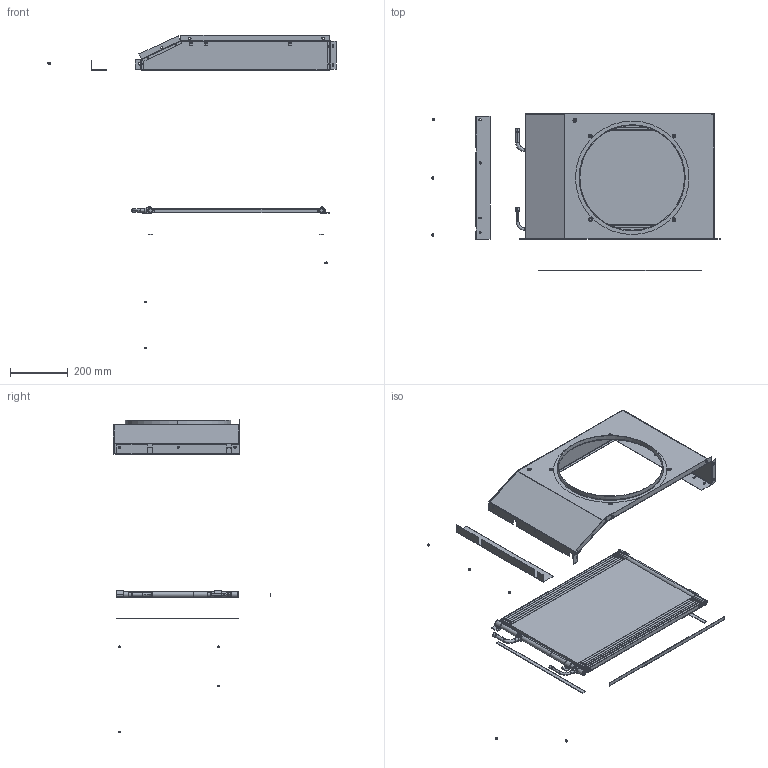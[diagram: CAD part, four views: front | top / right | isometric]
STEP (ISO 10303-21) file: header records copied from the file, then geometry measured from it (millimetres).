
FILE_DESCRIPTION (( 'STEP AP203' ), '1' );
FILE_NAME ('119-4536.STEP', '2024-11-29T14:04:36', ( '' ), ( '' ), 'SwSTEP 2.0', 'SolidWorks 2022', '' );
FILE_SCHEMA (( 'CONFIG_CONTROL_DESIGN' ));
Length unit declared in the file: millimetre
Products named in the file (7): 816016; 021Z0642; 119-8210P01_Valor predeterminado; 0ZZ0269_Gasket_Bottom; 119-4536; 119-8210P02_Valor predeterminado; 0ZZ0269_Gasket_Vert
Assembly tree (13 placements, depth 2):
  119-4536
    119-8210P01_Valor predeterminado
    119-8210P02_Valor predeterminado
    021Z0642
    816016  x7
    0ZZ0269_Gasket_Bottom
    0ZZ0269_Gasket_Vert  x2
Bounding box: 999.81 x 545.41 x 1088.44 mm (x, y, z)
Volume: 445132.9 mm3; surface area: 1763574 mm2
Topology: 21 solids, 71 shells, 1726 faces, 5892 edges, 3910 vertices
Faces by surface type: plane 1054, cylinder 569, torus 64, bspline 21, cone 18
Entity records: 63138 total; most frequent: CARTESIAN_POINT 11732, DIRECTION 11138, ORIENTED_EDGE 9544, EDGE_CURVE 5768, VERTEX_POINT 3842, VECTOR 3722, LINE 3722, AXIS2_PLACEMENT_3D 3708
